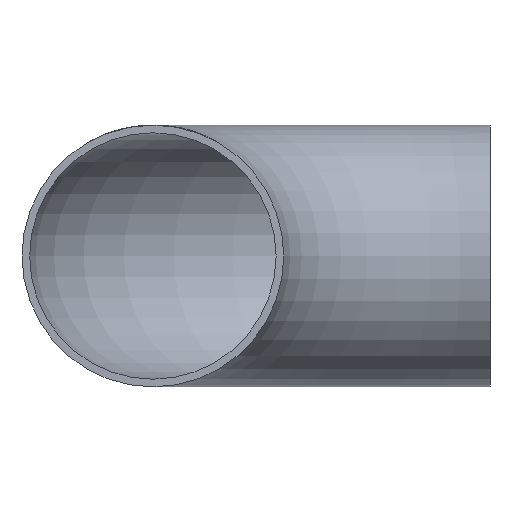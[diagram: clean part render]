
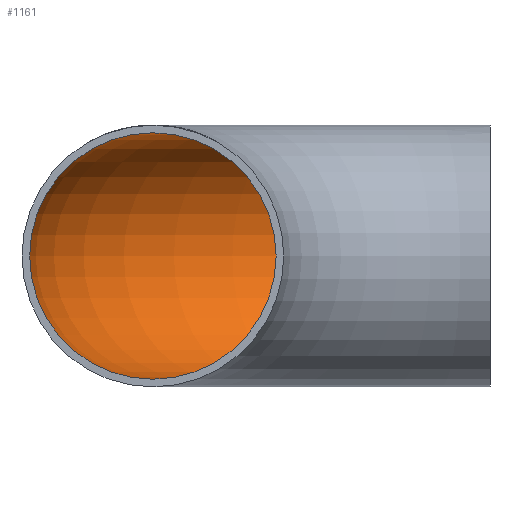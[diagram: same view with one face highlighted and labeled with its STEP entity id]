
A CAD part, front view. The second image highlights one B-rep face of the part: STEP entity #1161.
In plain terms, the highlighted toroidal (fillet/blend) face has major radius 114.5 mm and minor radius 41.85 mm.
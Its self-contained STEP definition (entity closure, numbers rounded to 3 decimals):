
#89 = DIRECTION ( 'NONE',  ( -1., 0., 0. ) ) ;
#673 = CIRCLE ( 'NONE', #7160, 41.85 ) ;
#799 = ORIENTED_EDGE ( 'NONE', *, *, #4298, .F. ) ;
#1161 = ADVANCED_FACE ( 'NONE', ( #9671, #7616 ), #9322, .F. ) ;
#1393 = CARTESIAN_POINT ( 'NONE',  ( -114.5, 0., 41.85 ) ) ;
#2066 = EDGE_LOOP ( 'NONE', ( #799 ) ) ;
#2072 = CIRCLE ( 'NONE', #7760, 41.85 ) ;
#2613 = CARTESIAN_POINT ( 'NONE',  ( -114.5, 0., 0. ) ) ;
#3063 = DIRECTION ( 'NONE',  ( 1., 0., 0. ) ) ;
#3337 = EDGE_CURVE ( 'NONE', #9959, #9959, #2072, .T. ) ;
#3773 = CARTESIAN_POINT ( 'NONE',  ( 0., 0., 0. ) ) ;
#4298 = EDGE_CURVE ( 'NONE', #9482, #9482, #673, .T. ) ;
#4530 = DIRECTION ( 'NONE',  ( 0., 0., -1. ) ) ;
#6674 = EDGE_LOOP ( 'NONE', ( #8656 ) ) ;
#7160 = AXIS2_PLACEMENT_3D ( 'NONE', #2613, #7262, #8053 ) ;
#7262 = DIRECTION ( 'NONE',  ( 0., 1., 0. ) ) ;
#7616 = FACE_OUTER_BOUND ( 'NONE', #2066, .T. ) ;
#7671 = CARTESIAN_POINT ( 'NONE',  ( 0., 114.5, 0. ) ) ;
#7760 = AXIS2_PLACEMENT_3D ( 'NONE', #7671, #3063, #9870 ) ;
#8053 = DIRECTION ( 'NONE',  ( 0., 0., 1. ) ) ;
#8656 = ORIENTED_EDGE ( 'NONE', *, *, #3337, .T. ) ;
#8761 = AXIS2_PLACEMENT_3D ( 'NONE', #3773, #4530, #89 ) ;
#9056 = CARTESIAN_POINT ( 'NONE',  ( 0., 156.35, 0. ) ) ;
#9322 = TOROIDAL_SURFACE ( 'NONE', #8761, 114.5, 41.85 ) ;
#9482 = VERTEX_POINT ( 'NONE', #1393 ) ;
#9671 = FACE_OUTER_BOUND ( 'NONE', #6674, .T. ) ;
#9870 = DIRECTION ( 'NONE',  ( 0., 1., 0. ) ) ;
#9959 = VERTEX_POINT ( 'NONE', #9056 ) ;
